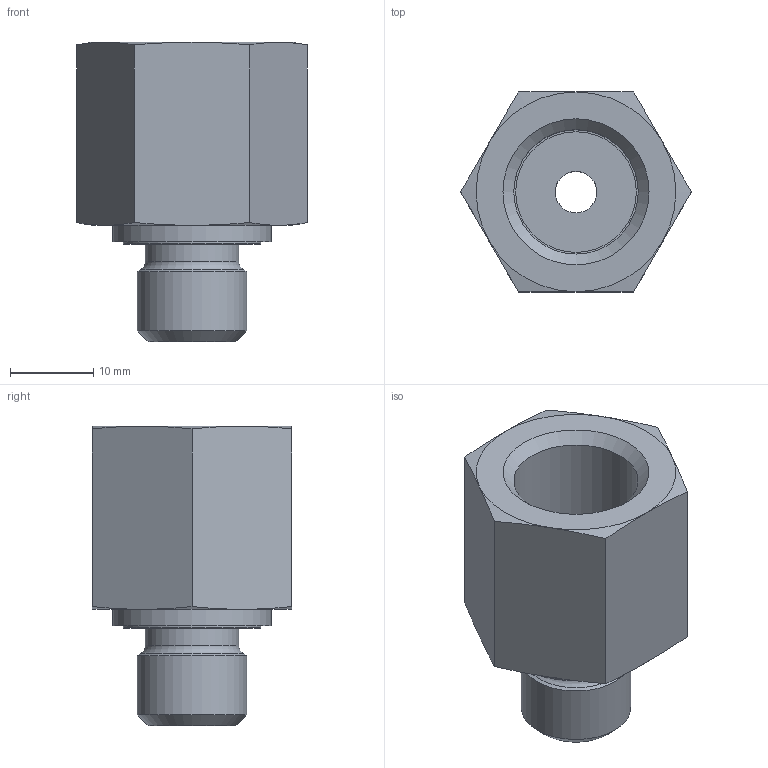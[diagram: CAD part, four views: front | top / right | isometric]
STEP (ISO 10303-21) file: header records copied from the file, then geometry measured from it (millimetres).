
FILE_DESCRIPTION(/* description */ (''),/* implementation_level */ '2;1');
FILE_NAME(/* name */ 'ri_1-4_x_3-8_ed.stp',/* time_stamp */ '2017-02-08T09:50:20+01:00',/* author */ ('leitheußer'),/* organization */ (''),/* preprocessor_version */ 'ST-DEVELOPER v15.6',/* originating_system */ 'Autodesk Inventor LT ',/* authorisation */ '');
FILE_SCHEMA (('AUTOMOTIVE_DESIGN { 1 0 10303 214 3 1 1 }'));
Length unit declared in the file: millimetre
Products named in the file (1): Assembly TN 141GG-1-4x3-8R
Bounding box: 27.71 x 24 x 36 mm (x, y, z)
Volume: 9492.7 mm3; surface area: 4928 mm2
Topology: 2 solids, 2 shells, 49 faces, 95 edges, 54 vertices
Faces by surface type: cone 18, plane 14, cylinder 9, torus 8
Full cylindrical faces by diameter (mm): 5 x1, 11.2 x1, 11.6 x1, 13.157 x1, 14.95 x1, 16.5 x1, 16.6 x1, 16.9 x1, 19 x1
Entity records: 1126 total; most frequent: CARTESIAN_POINT 224, DIRECTION 190, ORIENTED_EDGE 144, AXIS2_PLACEMENT_3D 92, EDGE_LOOP 80, EDGE_CURVE 72, VERTEX_POINT 54, FACE_OUTER_BOUND 49
